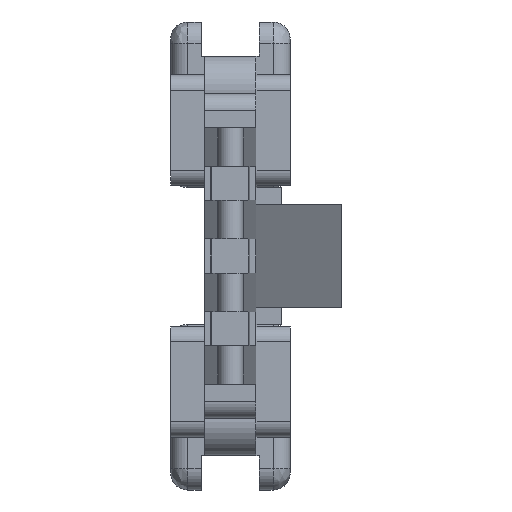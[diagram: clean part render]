
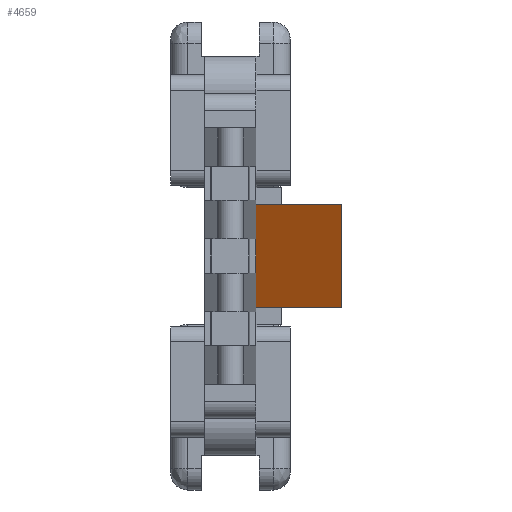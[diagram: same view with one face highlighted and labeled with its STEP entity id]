
A CAD part, left-side view. The second image highlights one B-rep face of the part: STEP entity #4659.
In plain terms, the highlighted planar face has unit normal (-0.088, -0.996, 0).
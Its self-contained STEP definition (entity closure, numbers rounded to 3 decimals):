
#535=FACE_OUTER_BOUND('',#793,.T.);
#793=EDGE_LOOP('',(#3869,#3870,#3871,#3872));
#1198=LINE('',#7600,#1693);
#1201=LINE('',#7606,#1696);
#1202=LINE('',#7608,#1697);
#1203=LINE('',#7609,#1698);
#1693=VECTOR('',#6184,10.);
#1696=VECTOR('',#6189,10.);
#1697=VECTOR('',#6190,10.);
#1698=VECTOR('',#6191,10.);
#2160=VERTEX_POINT('',#7596);
#2162=VERTEX_POINT('',#7599);
#2164=VERTEX_POINT('',#7605);
#2165=VERTEX_POINT('',#7607);
#2751=EDGE_CURVE('',#2160,#2162,#1198,.T.);
#2754=EDGE_CURVE('',#2164,#2160,#1201,.T.);
#2755=EDGE_CURVE('',#2165,#2164,#1202,.T.);
#2756=EDGE_CURVE('',#2162,#2165,#1203,.T.);
#3869=ORIENTED_EDGE('',*,*,#2754,.F.);
#3870=ORIENTED_EDGE('',*,*,#2755,.F.);
#3871=ORIENTED_EDGE('',*,*,#2756,.F.);
#3872=ORIENTED_EDGE('',*,*,#2751,.F.);
#4432=PLANE('',#5127);
#4659=ADVANCED_FACE('',(#535),#4432,.T.);
#5127=AXIS2_PLACEMENT_3D('',#7604,#6187,#6188);
#6184=DIRECTION('',(0.996,-0.088,0.));
#6187=DIRECTION('center_axis',(-0.088,-0.996,0.));
#6188=DIRECTION('ref_axis',(-0.996,0.088,0.));
#6189=DIRECTION('',(0.,0.,1.));
#6190=DIRECTION('',(-0.996,0.088,0.));
#6191=DIRECTION('',(0.,0.,-1.));
#7596=CARTESIAN_POINT('',(52.25,0.,-4.5));
#7599=CARTESIAN_POINT('',(108.988,-5.,-4.5));
#7600=CARTESIAN_POINT('',(52.25,0.,-4.5));
#7604=CARTESIAN_POINT('Origin',(108.988,-5.,-7.5));
#7605=CARTESIAN_POINT('',(52.25,0.,-10.5));
#7606=CARTESIAN_POINT('',(52.25,0.,-15.));
#7607=CARTESIAN_POINT('',(108.988,-5.,-10.5));
#7608=CARTESIAN_POINT('',(52.25,0.,-10.5));
#7609=CARTESIAN_POINT('',(108.988,-5.,-7.5));
